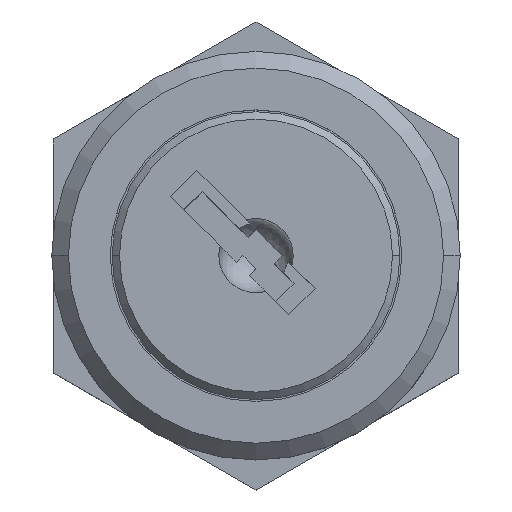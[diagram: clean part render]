
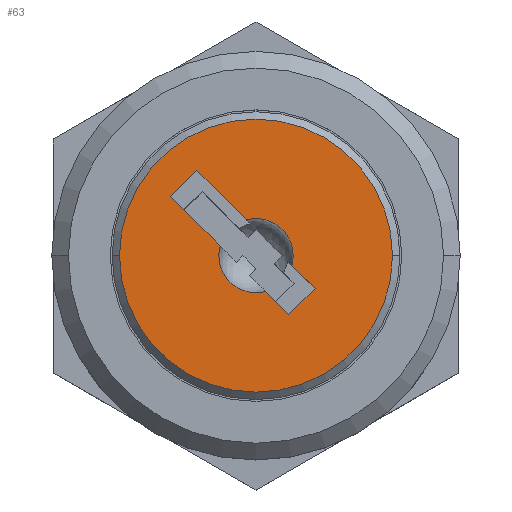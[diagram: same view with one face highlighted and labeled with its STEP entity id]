
A CAD part, top view. The second image highlights one B-rep face of the part: STEP entity #63.
In plain terms, the highlighted planar face has unit normal (0, 0, 1).
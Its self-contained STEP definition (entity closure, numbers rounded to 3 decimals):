
#63 = ADVANCED_FACE ( 'NONE', ( #1317, #1212 ), #4572, .F. ) ;
#135 = DIRECTION ( 'NONE',  ( 0., 0., 1. ) ) ;
#249 = DIRECTION ( 'NONE',  ( -1., 0., 0. ) ) ;
#371 = CIRCLE ( 'NONE', #442, 7.35 ) ;
#442 = AXIS2_PLACEMENT_3D ( 'NONE', #3868, #135, #1975 ) ;
#649 = DIRECTION ( 'NONE',  ( 0.707, -0.707, 0. ) ) ;
#708 = CARTESIAN_POINT ( 'NONE',  ( -4.596, 3.182, 4.4 ) ) ;
#832 = DIRECTION ( 'NONE',  ( -1., 0., 0. ) ) ;
#883 = ORIENTED_EDGE ( 'NONE', *, *, #1785, .F. ) ;
#1043 = CARTESIAN_POINT ( 'NONE',  ( 1.768, -3.182, 4.4 ) ) ;
#1119 = EDGE_CURVE ( 'NONE', #6380, #2361, #5659, .T. ) ;
#1129 = VERTEX_POINT ( 'NONE', #4337 ) ;
#1162 = VERTEX_POINT ( 'NONE', #3100 ) ;
#1212 = FACE_BOUND ( 'NONE', #6506, .T. ) ;
#1317 = FACE_OUTER_BOUND ( 'NONE', #3628, .T. ) ;
#1447 = EDGE_CURVE ( 'NONE', #4472, #3920, #4214, .T. ) ;
#1483 = CARTESIAN_POINT ( 'NONE',  ( 7.35, 0., 4.4 ) ) ;
#1731 = VERTEX_POINT ( 'NONE', #1483 ) ;
#1785 = EDGE_CURVE ( 'NONE', #3636, #1129, #4296, .T. ) ;
#1808 = CARTESIAN_POINT ( 'NONE',  ( 0., 0., 4.4 ) ) ;
#1928 = LINE ( 'NONE', #3446, #6459 ) ;
#1975 = DIRECTION ( 'NONE',  ( -1., 0., 0. ) ) ;
#2361 = VERTEX_POINT ( 'NONE', #7967 ) ;
#2369 = DIRECTION ( 'NONE',  ( 0.707, 0.707, 0. ) ) ;
#2449 = DIRECTION ( 'NONE',  ( -1., 0., 0. ) ) ;
#2509 = CARTESIAN_POINT ( 'NONE',  ( -1.932, 0.518, 4.4 ) ) ;
#2566 = VECTOR ( 'NONE', #6699, 1000. ) ;
#2672 = DIRECTION ( 'NONE',  ( -0.707, 0.707, 0. ) ) ;
#2756 = DIRECTION ( 'NONE',  ( -0.707, 0.707, 0. ) ) ;
#2837 = CARTESIAN_POINT ( 'NONE',  ( 0.518, -1.932, 4.4 ) ) ;
#3100 = CARTESIAN_POINT ( 'NONE',  ( 3.182, -1.768, 4.4 ) ) ;
#3340 = ORIENTED_EDGE ( 'NONE', *, *, #5280, .T. ) ;
#3413 = DIRECTION ( 'NONE',  ( 0., 0., 1. ) ) ;
#3446 = CARTESIAN_POINT ( 'NONE',  ( 3.182, -1.768, 4.4 ) ) ;
#3562 = ORIENTED_EDGE ( 'NONE', *, *, #4102, .F. ) ;
#3628 = EDGE_LOOP ( 'NONE', ( #3340, #7213 ) ) ;
#3636 = VERTEX_POINT ( 'NONE', #2837 ) ;
#3676 = DIRECTION ( 'NONE',  ( 0., 0., 1. ) ) ;
#3845 = AXIS2_PLACEMENT_3D ( 'NONE', #8013, #5650, #7407 ) ;
#3868 = CARTESIAN_POINT ( 'NONE',  ( 0., 0., 4.4 ) ) ;
#3920 = VERTEX_POINT ( 'NONE', #2509 ) ;
#3926 = CARTESIAN_POINT ( 'NONE',  ( 3.182, -1.768, 4.4 ) ) ;
#3931 = AXIS2_PLACEMENT_3D ( 'NONE', #3972, #5214, #249 ) ;
#3967 = ORIENTED_EDGE ( 'NONE', *, *, #5542, .F. ) ;
#3972 = CARTESIAN_POINT ( 'NONE',  ( 0., 0., 4.4 ) ) ;
#4102 = EDGE_CURVE ( 'NONE', #2361, #6448, #1928, .T. ) ;
#4160 = CIRCLE ( 'NONE', #5293, 7.35 ) ;
#4214 = LINE ( 'NONE', #5509, #2566 ) ;
#4296 = LINE ( 'NONE', #7403, #7453 ) ;
#4337 = CARTESIAN_POINT ( 'NONE',  ( 1.768, -3.182, 4.4 ) ) ;
#4438 = ORIENTED_EDGE ( 'NONE', *, *, #6287, .F. ) ;
#4472 = VERTEX_POINT ( 'NONE', #708 ) ;
#4572 = PLANE ( 'NONE',  #3931 ) ;
#4577 = CARTESIAN_POINT ( 'NONE',  ( 0., 0., 4.4 ) ) ;
#4755 = LINE ( 'NONE', #7510, #6087 ) ;
#4821 = ORIENTED_EDGE ( 'NONE', *, *, #7400, .F. ) ;
#4920 = ORIENTED_EDGE ( 'NONE', *, *, #6013, .F. ) ;
#4964 = LINE ( 'NONE', #3926, #6115 ) ;
#4985 = AXIS2_PLACEMENT_3D ( 'NONE', #1808, #3676, #2449 ) ;
#5214 = DIRECTION ( 'NONE',  ( 0., 0., -1. ) ) ;
#5280 = EDGE_CURVE ( 'NONE', #7363, #1731, #4160, .T. ) ;
#5293 = AXIS2_PLACEMENT_3D ( 'NONE', #4577, #3413, #832 ) ;
#5509 = CARTESIAN_POINT ( 'NONE',  ( -4.596, 3.182, 4.4 ) ) ;
#5542 = EDGE_CURVE ( 'NONE', #1129, #1162, #6195, .T. ) ;
#5650 = DIRECTION ( 'NONE',  ( 0., 0., 1. ) ) ;
#5659 = CIRCLE ( 'NONE', #3845, 2. ) ;
#6013 = EDGE_CURVE ( 'NONE', #3920, #3636, #6026, .T. ) ;
#6026 = CIRCLE ( 'NONE', #4985, 2. ) ;
#6078 = ORIENTED_EDGE ( 'NONE', *, *, #1447, .F. ) ;
#6087 = VECTOR ( 'NONE', #6893, 1000. ) ;
#6115 = VECTOR ( 'NONE', #2672, 1000. ) ;
#6183 = CARTESIAN_POINT ( 'NONE',  ( -7.35, 0., 4.4 ) ) ;
#6195 = LINE ( 'NONE', #1043, #8010 ) ;
#6287 = EDGE_CURVE ( 'NONE', #1162, #6380, #4964, .T. ) ;
#6380 = VERTEX_POINT ( 'NONE', #7112 ) ;
#6448 = VERTEX_POINT ( 'NONE', #7084 ) ;
#6459 = VECTOR ( 'NONE', #2756, 1000. ) ;
#6506 = EDGE_LOOP ( 'NONE', ( #7211, #4438, #3967, #883, #4920, #6078, #4821, #3562 ) ) ;
#6699 = DIRECTION ( 'NONE',  ( 0.707, -0.707, 0. ) ) ;
#6714 = EDGE_CURVE ( 'NONE', #1731, #7363, #371, .T. ) ;
#6893 = DIRECTION ( 'NONE',  ( -0.707, -0.707, 0. ) ) ;
#7084 = CARTESIAN_POINT ( 'NONE',  ( -3.182, 4.596, 4.4 ) ) ;
#7112 = CARTESIAN_POINT ( 'NONE',  ( 1.932, -0.518, 4.4 ) ) ;
#7211 = ORIENTED_EDGE ( 'NONE', *, *, #1119, .F. ) ;
#7213 = ORIENTED_EDGE ( 'NONE', *, *, #6714, .T. ) ;
#7363 = VERTEX_POINT ( 'NONE', #6183 ) ;
#7400 = EDGE_CURVE ( 'NONE', #6448, #4472, #4755, .T. ) ;
#7403 = CARTESIAN_POINT ( 'NONE',  ( -4.596, 3.182, 4.4 ) ) ;
#7407 = DIRECTION ( 'NONE',  ( -1., 0., 0. ) ) ;
#7453 = VECTOR ( 'NONE', #649, 1000. ) ;
#7510 = CARTESIAN_POINT ( 'NONE',  ( -3.182, 4.596, 4.4 ) ) ;
#7967 = CARTESIAN_POINT ( 'NONE',  ( -0.518, 1.932, 4.4 ) ) ;
#8010 = VECTOR ( 'NONE', #2369, 1000. ) ;
#8013 = CARTESIAN_POINT ( 'NONE',  ( 0., 0., 4.4 ) ) ;
